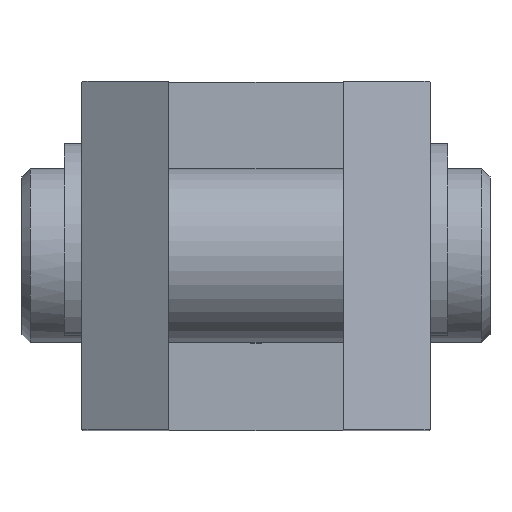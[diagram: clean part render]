
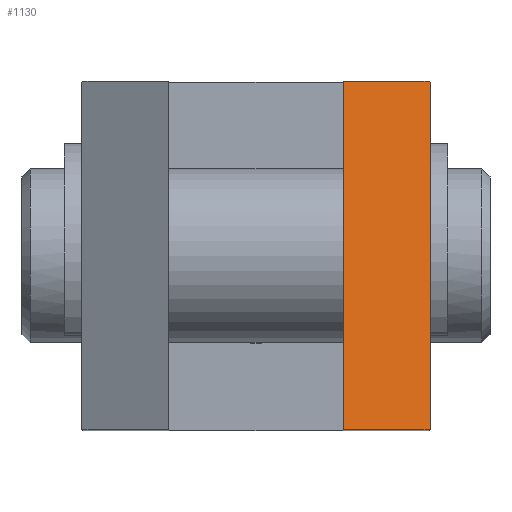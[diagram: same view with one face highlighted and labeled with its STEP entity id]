
A CAD part, top view. The second image highlights one B-rep face of the part: STEP entity #1130.
In plain terms, the highlighted planar face has unit normal (0.5, 0, 0.866).
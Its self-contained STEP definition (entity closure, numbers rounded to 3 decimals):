
#81=LINE('',#1709,#169);
#95=LINE('',#1810,#183);
#96=LINE('',#1812,#184);
#97=LINE('',#1814,#185);
#98=LINE('',#1816,#186);
#99=LINE('',#1818,#187);
#169=VECTOR('',#1362,1000.);
#183=VECTOR('',#1412,1000.);
#184=VECTOR('',#1413,1000.);
#185=VECTOR('',#1414,1000.);
#186=VECTOR('',#1415,1000.);
#187=VECTOR('',#1416,1000.);
#300=ORIENTED_EDGE('',*,*,#582,.F.);
#301=ORIENTED_EDGE('',*,*,#616,.T.);
#302=ORIENTED_EDGE('',*,*,#617,.T.);
#303=ORIENTED_EDGE('',*,*,#618,.T.);
#304=ORIENTED_EDGE('',*,*,#619,.T.);
#305=ORIENTED_EDGE('',*,*,#620,.T.);
#582=EDGE_CURVE('',#742,#743,#81,.T.);
#616=EDGE_CURVE('',#742,#772,#95,.T.);
#617=EDGE_CURVE('',#772,#773,#96,.T.);
#618=EDGE_CURVE('',#773,#774,#97,.T.);
#619=EDGE_CURVE('',#774,#775,#98,.T.);
#620=EDGE_CURVE('',#775,#743,#99,.T.);
#742=VERTEX_POINT('',#1708);
#743=VERTEX_POINT('',#1710);
#772=VERTEX_POINT('',#1811);
#773=VERTEX_POINT('',#1813);
#774=VERTEX_POINT('',#1815);
#775=VERTEX_POINT('',#1817);
#906=EDGE_LOOP('',(#300,#301,#302,#303,#304,#305));
#998=FACE_BOUND('',#906,.T.);
#1085=PLANE('',#1242);
#1130=ADVANCED_FACE('',(#998),#1085,.T.);
#1242=AXIS2_PLACEMENT_3D('',#1809,#1410,#1411);
#1362=DIRECTION('',(0.,-1.,0.));
#1410=DIRECTION('',(0.5,0.,0.866));
#1411=DIRECTION('',(0.866,0.,-0.5));
#1412=DIRECTION('',(-0.655,0.655,0.378));
#1413=DIRECTION('',(-0.866,0.,0.5));
#1414=DIRECTION('',(0.,-1.,0.));
#1415=DIRECTION('',(0.866,0.,-0.5));
#1416=DIRECTION('',(0.655,0.655,-0.378));
#1708=CARTESIAN_POINT('',(16.,15.9,78.381));
#1709=CARTESIAN_POINT('',(16.,32.,78.381));
#1710=CARTESIAN_POINT('',(16.,-15.9,78.381));
#1809=CARTESIAN_POINT('',(16.,32.,78.381));
#1810=CARTESIAN_POINT('',(9.1,22.8,82.365));
#1811=CARTESIAN_POINT('',(15.9,16.,78.439));
#1812=CARTESIAN_POINT('',(16.,16.,78.381));
#1813=CARTESIAN_POINT('',(8.,16.,83.));
#1814=CARTESIAN_POINT('',(8.,32.,83.));
#1815=CARTESIAN_POINT('',(8.,-16.,83.));
#1816=CARTESIAN_POINT('',(16.,-16.,78.381));
#1817=CARTESIAN_POINT('',(15.9,-16.,78.439));
#1818=CARTESIAN_POINT('',(36.529,4.629,66.529));
